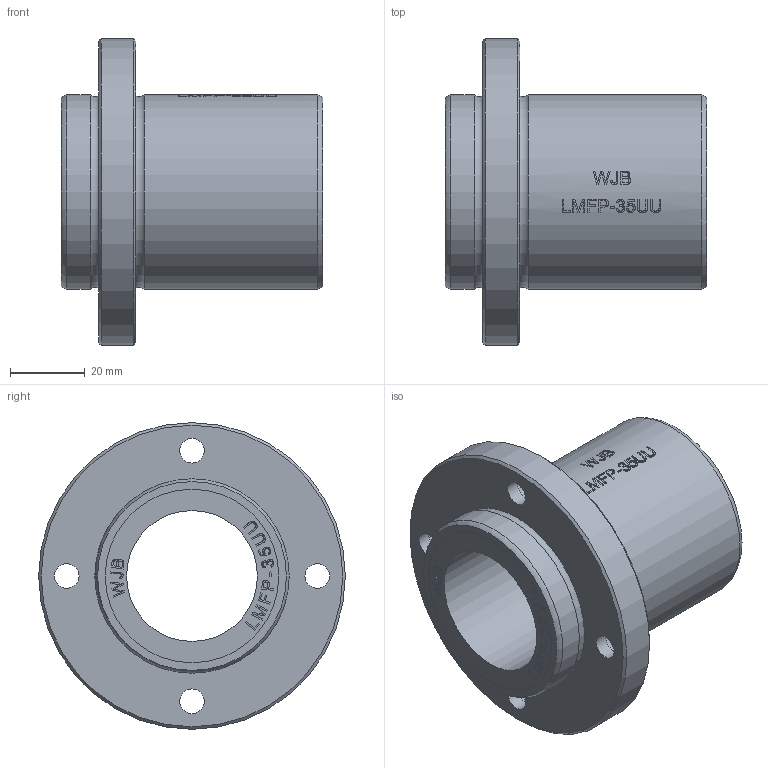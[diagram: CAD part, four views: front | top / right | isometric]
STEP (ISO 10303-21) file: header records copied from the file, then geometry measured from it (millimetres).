
FILE_DESCRIPTION(/* description */ (''),/* implementation_level */ '2;1');
FILE_NAME(/* name */ 'WJB-LMFP-35UU-2.stp',/* time_stamp */ '2019-01-26T19:15:12+08:00',/* author */ (''),/* organization */ (''),/* preprocessor_version */ 'ST-DEVELOPER v11',/* originating_system */ 'SIEMENS UGS NX 6.0',/* authorisation */ '');
FILE_SCHEMA (('AUTOMOTIVE_DESIGN { 1 0 10303 214 1 1 1 1 }'));
Length unit declared in the file: millimetre
Products named in the file (1): ROCK97E1xplt
Bounding box: 70 x 82 x 82 mm (x, y, z)
Volume: 109221.6 mm3; surface area: 29426.1 mm2
Topology: 1 solids, 1 shells, 369 faces, 936 edges, 622 vertices
Faces by surface type: plane 232, extrusion 102, cylinder 29, torus 4, cone 2
Full cylindrical faces by diameter (mm): 6.6 x4, 11 x4, 35 x1, 46.4 x2, 52 x2, 82 x1
Entity records: 14291 total; most frequent: CARTESIAN_POINT 5953, ORIENTED_EDGE 1832, DIRECTION 1326, EDGE_CURVE 916, VERTEX_POINT 622, VECTOR 582, LINE 480, EDGE_LOOP 452
